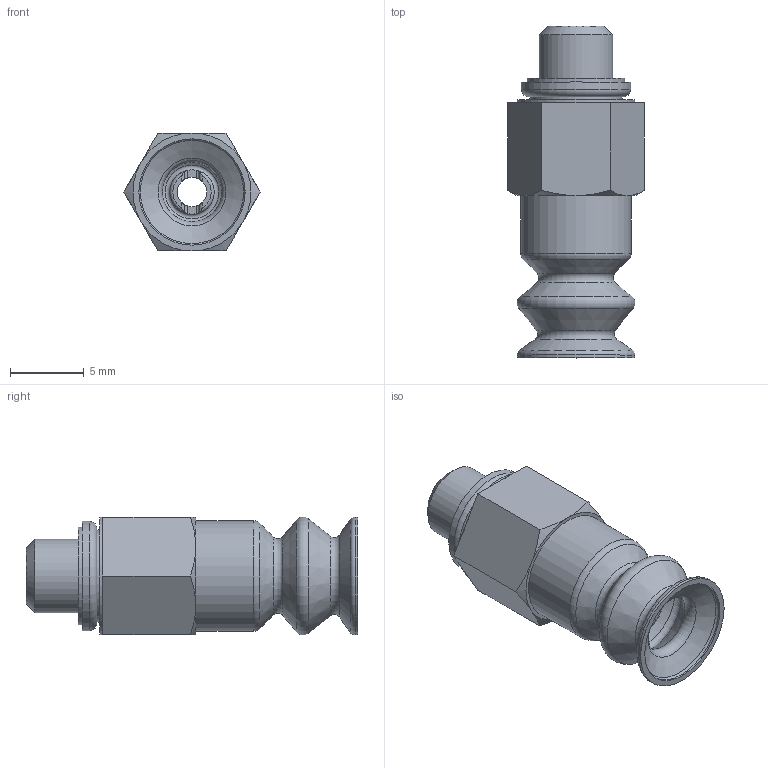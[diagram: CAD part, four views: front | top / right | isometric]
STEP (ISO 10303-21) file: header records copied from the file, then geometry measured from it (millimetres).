
FILE_DESCRIPTION(/* description */ ('STEP AP214'),/* implementation_level */ '2;1');
FILE_NAME(/* name */ '1395637_VASB-8-M5-PUR-B',/* time_stamp */ '2024-09-16T08:44:40+02:00',/* author */ ('License CC BY-ND 4.0'),/* organization */ ('CADENAS'),/* preprocessor_version */ 'ST-DEVELOPER v19.3',/* originating_system */ 'PARTsolutions',/* authorisation */ ' ');
FILE_SCHEMA (('AUTOMOTIVE_DESIGN {1 0 10303 214 3 1 1}'));
Length unit declared in the file: millimetre
Products named in the file (1): 1395637 VASB-8-M5-PUR-B
Bounding box: 9.24 x 22.5 x 8 mm (x, y, z)
Volume: 737.7 mm3; surface area: 932.1 mm2
Topology: 1 solids, 1 shells, 76 faces, 164 edges, 96 vertices
Faces by surface type: plane 28, cylinder 19, cone 16, torus 13
Full cylindrical faces by diameter (mm): 2 x1, 3 x1, 5 x1, 5.05 x1, 6.25 x1, 6.6 x1, 7.2 x1, 7.4 x1, 7.5 x1, 8 x2
Entity records: 2442 total; most frequent: CARTESIAN_POINT 389, DIRECTION 316, ORIENTED_EDGE 260, AXIS2_PLACEMENT_3D 137, EDGE_CURVE 130, EDGE_LOOP 116, FACE_BOUND 116, VERTEX_POINT 94
